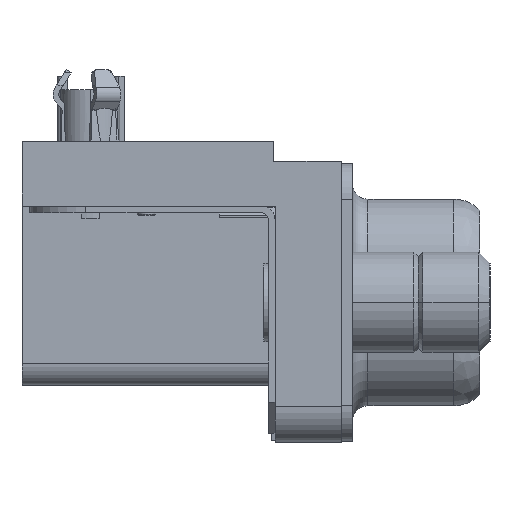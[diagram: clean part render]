
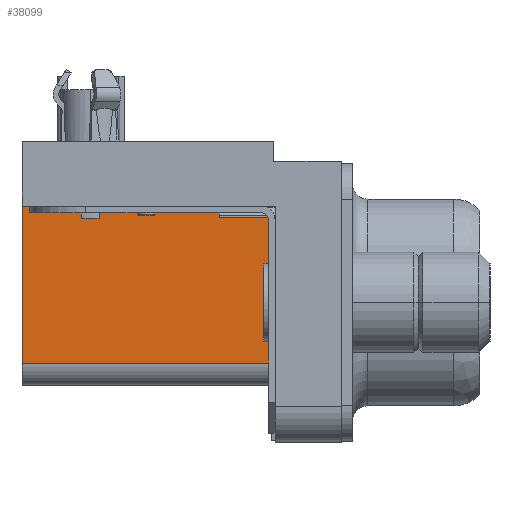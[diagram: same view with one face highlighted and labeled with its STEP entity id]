
A CAD part, left-side view. The second image highlights one B-rep face of the part: STEP entity #38099.
In plain terms, the highlighted planar face has unit normal (-1, 0, 0).
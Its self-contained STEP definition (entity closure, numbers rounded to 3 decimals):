
#2551=DIRECTION('',(0.,0.,1.));
#2552=VECTOR('',#2551,7.02);
#2553=CARTESIAN_POINT('',(-19.56,2.95,-9.02));
#2554=LINE('5349',#2553,#2552);
#5630=DIRECTION('',(0.,-1.,0.));
#5631=VECTOR('',#5630,11.3);
#5632=CARTESIAN_POINT('',(-19.56,14.25,-2.));
#5633=LINE('5346',#5632,#5631);
#9718=DIRECTION('',(0.,0.,1.));
#9719=VECTOR('',#9718,7.02);
#9720=CARTESIAN_POINT('',(-19.56,14.25,-9.02));
#9721=LINE('5348',#9720,#9719);
#9722=DIRECTION('',(0.,-1.,0.));
#9723=VECTOR('',#9722,11.3);
#9724=CARTESIAN_POINT('',(-19.56,14.25,-9.02));
#9725=LINE('5093',#9724,#9723);
#18703=CARTESIAN_POINT('',(-19.56,14.25,-9.02));
#18704=VERTEX_POINT('',#18703);
#18705=CARTESIAN_POINT('',(-19.56,2.95,-9.02));
#18706=VERTEX_POINT('',#18705);
#19099=CARTESIAN_POINT('',(-19.56,14.25,-2.));
#19100=VERTEX_POINT('',#19099);
#19103=CARTESIAN_POINT('',(-19.56,2.95,-2.));
#19104=VERTEX_POINT('',#19103);
#38087=CARTESIAN_POINT('',(-19.56,2.95,-10.02));
#38088=DIRECTION('',(-1.,0.,0.));
#38089=DIRECTION('',(0.,0.,1.));
#38090=AXIS2_PLACEMENT_3D('',#38087,#38088,#38089);
#38091=PLANE('3587',#38090);
#38092=ORIENTED_EDGE('5348',*,*,#24749,.T.);
#38093=ORIENTED_EDGE('5346',*,*,#31485,.T.);
#38094=ORIENTED_EDGE('5349',*,*,#26338,.F.);
#38096=ORIENTED_EDGE('5093',*,*,#38095,.F.);
#38097=EDGE_LOOP('3587',(#38092,#38093,#38094,#38096));
#38098=FACE_OUTER_BOUND('3587',#38097,.F.);
#38099=ADVANCED_FACE('3587',(#38098),#38091,.T.);
#24749=EDGE_CURVE('5348',#18704,#19100,#9721,.T.);
#26338=EDGE_CURVE('5349',#18706,#19104,#2554,.T.);
#31485=EDGE_CURVE('5346',#19100,#19104,#5633,.T.);
#38095=EDGE_CURVE('5093',#18704,#18706,#9725,.T.);
